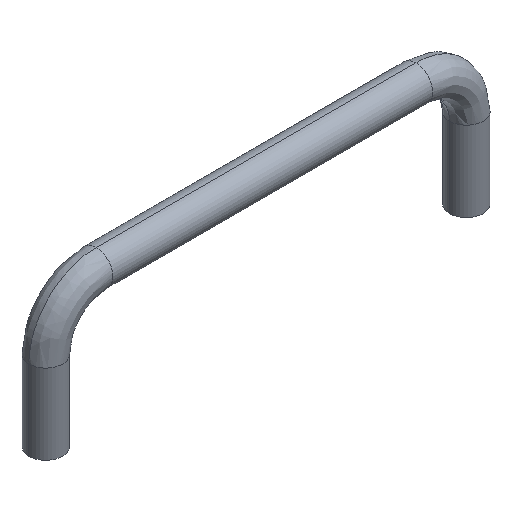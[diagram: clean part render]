
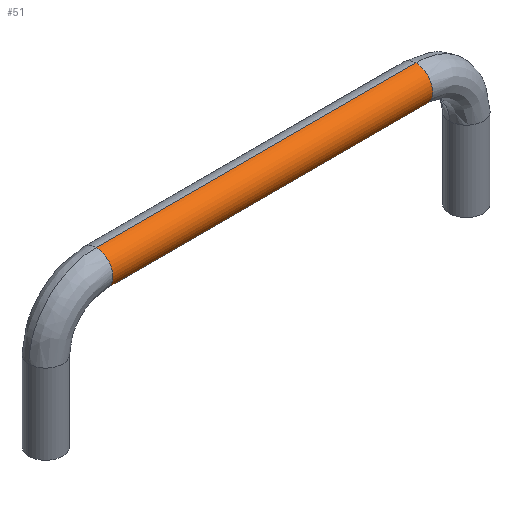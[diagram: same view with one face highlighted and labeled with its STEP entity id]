
A CAD part, isometric view. The second image highlights one B-rep face of the part: STEP entity #51.
In plain terms, the highlighted cylindrical face has radius 4 mm (diameter 8 mm), a partial arc.
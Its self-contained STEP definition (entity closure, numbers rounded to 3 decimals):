
#51=ADVANCED_FACE('',(#171),#170,.T.);
#170=CYLINDRICAL_SURFACE('',#480,4.);
#171=FACE_OUTER_BOUND('',#481,.T.);
#477=CARTESIAN_POINT('',(0.,0.,4.));
#478=DIRECTION('',(-1.,0.,0.));
#479=DIRECTION('',(0.,0.,1.));
#480=AXIS2_PLACEMENT_3D('',#477,#478,#479);
#481=EDGE_LOOP('',(#552,#553,#554,#555));
#552=ORIENTED_EDGE('',*,*,#586,.T.);
#553=ORIENTED_EDGE('',*,*,#606,.T.);
#554=ORIENTED_EDGE('',*,*,#594,.F.);
#555=ORIENTED_EDGE('',*,*,#607,.F.);
#586=EDGE_CURVE('',#656,#657,#658,.T.);
#594=EDGE_CURVE('',#704,#711,#712,.T.);
#606=EDGE_CURVE('',#657,#711,#790,.T.);
#607=EDGE_CURVE('',#656,#704,#796,.T.);
#656=VERTEX_POINT('',#868);
#657=VERTEX_POINT('',#869);
#658=CIRCLE('',#873,4.);
#704=VERTEX_POINT('',#905);
#711=VERTEX_POINT('',#910);
#712=CIRCLE('',#914,4.);
#790=(BOUNDED_CURVE() B_SPLINE_CURVE(1,(#964,#965),.UNSPECIFIED.,.F.,.F.) B_SPLINE_CURVE_WITH_KNOTS((2,2),(0.083,0.917),.UNSPECIFIED.) CURVE() GEOMETRIC_REPRESENTATION_ITEM() RATIONAL_B_SPLINE_CURVE((1.,1.)) REPRESENTATION_ITEM('') );
#796=(BOUNDED_CURVE() B_SPLINE_CURVE(1,(#966,#967),.UNSPECIFIED.,.F.,.F.) B_SPLINE_CURVE_WITH_KNOTS((2,2),(0.083,0.917),.UNSPECIFIED.) CURVE() GEOMETRIC_REPRESENTATION_ITEM() RATIONAL_B_SPLINE_CURVE((0.75,0.75)) REPRESENTATION_ITEM('') );
#868=CARTESIAN_POINT('',(38.,0.,0.));
#869=CARTESIAN_POINT('',(38.,0.,8.));
#870=CARTESIAN_POINT('',(38.,0.,4.));
#871=DIRECTION('',(-1.,0.,0.));
#872=DIRECTION('',(0.,0.,1.));
#873=AXIS2_PLACEMENT_3D('',#870,#871,#872);
#905=CARTESIAN_POINT('',(-38.,0.,0.));
#910=CARTESIAN_POINT('',(-38.,0.,8.));
#911=CARTESIAN_POINT('',(-38.,0.,4.));
#912=DIRECTION('',(-1.,0.,0.));
#913=DIRECTION('',(0.,0.,1.));
#914=AXIS2_PLACEMENT_3D('',#911,#912,#913);
#964=CARTESIAN_POINT('',(38.,0.,8.));
#965=CARTESIAN_POINT('',(-38.,0.,8.));
#966=CARTESIAN_POINT('',(38.,0.,0.));
#967=CARTESIAN_POINT('',(-38.,0.,0.));
